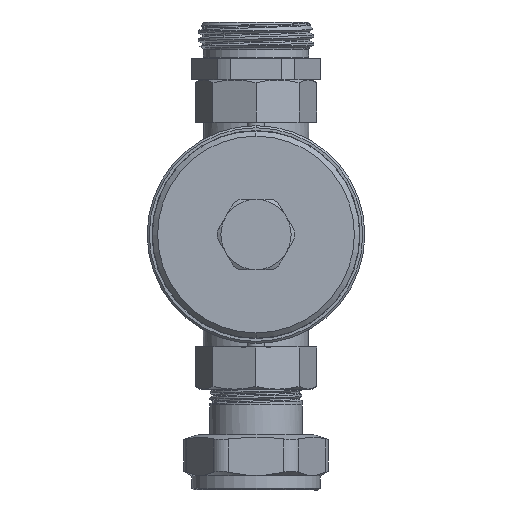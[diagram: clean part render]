
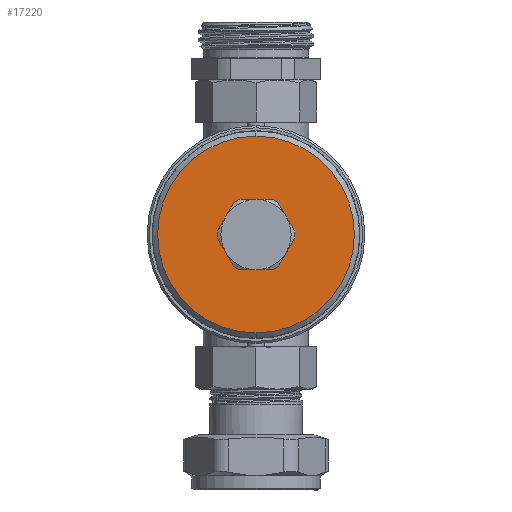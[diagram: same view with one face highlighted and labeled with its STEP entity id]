
A CAD part, front view. The second image highlights one B-rep face of the part: STEP entity #17220.
In plain terms, the highlighted planar face has unit normal (0, -1, 0).
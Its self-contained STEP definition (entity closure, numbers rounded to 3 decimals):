
#7495=CARTESIAN_POINT('',(0.,-45.,-292.5));
#7496=DIRECTION('',(0.,-1.,0.));
#7497=DIRECTION('',(0.,0.,1.));
#7498=AXIS2_PLACEMENT_3D('',#7495,#7496,#7497);
#7500=CARTESIAN_POINT('',(0.,-45.,-292.5));
#7501=DIRECTION('',(0.,-1.,0.));
#7502=DIRECTION('',(0.,0.,-1.));
#7503=AXIS2_PLACEMENT_3D('',#7500,#7501,#7502);
#7505=CARTESIAN_POINT('',(0.,-45.,-292.5));
#7506=DIRECTION('',(0.,1.,0.));
#7507=DIRECTION('',(-0.417,0.,-0.909));
#7508=AXIS2_PLACEMENT_3D('',#7505,#7506,#7507);
#7510=CARTESIAN_POINT('',(0.,-45.,-292.5));
#7511=DIRECTION('',(0.,1.,0.));
#7512=DIRECTION('',(0.579,0.,-0.815));
#7513=AXIS2_PLACEMENT_3D('',#7510,#7511,#7512);
#7515=DIRECTION('',(-0.5,0.,-0.866));
#7516=VECTOR('',#7515,9.165);
#7517=CARTESIAN_POINT('',(10.952,-45.,-293.531));
#7518=LINE('',#7517,#7516);
#7519=CARTESIAN_POINT('',(0.,-45.,-292.5));
#7520=DIRECTION('',(0.,1.,0.));
#7521=DIRECTION('',(0.996,0.,0.094));
#7522=AXIS2_PLACEMENT_3D('',#7519,#7520,#7521);
#7524=DIRECTION('',(0.5,0.,-0.866));
#7525=VECTOR('',#7524,9.165);
#7526=CARTESIAN_POINT('',(6.369,-45.,-283.531));
#7527=LINE('',#7526,#7525);
#7528=CARTESIAN_POINT('',(0.,-45.,-292.5));
#7529=DIRECTION('',(0.,1.,0.));
#7530=DIRECTION('',(0.417,0.,0.909));
#7531=AXIS2_PLACEMENT_3D('',#7528,#7529,#7530);
#7533=DIRECTION('',(1.,0.,0.));
#7534=VECTOR('',#7533,9.165);
#7535=CARTESIAN_POINT('',(-4.583,-45.,-282.5));
#7536=LINE('',#7535,#7534);
#7537=CARTESIAN_POINT('',(0.,-45.,-292.5));
#7538=DIRECTION('',(0.,1.,0.));
#7539=DIRECTION('',(-0.579,0.,0.815));
#7540=AXIS2_PLACEMENT_3D('',#7537,#7538,#7539);
#7542=DIRECTION('',(0.5,0.,0.866));
#7543=VECTOR('',#7542,9.165);
#7544=CARTESIAN_POINT('',(-10.952,-45.,-291.469));
#7545=LINE('',#7544,#7543);
#7546=CARTESIAN_POINT('',(0.,-45.,-292.5));
#7547=DIRECTION('',(0.,1.,0.));
#7548=DIRECTION('',(-0.996,0.,-0.094));
#7549=AXIS2_PLACEMENT_3D('',#7546,#7547,#7548);
#7551=DIRECTION('',(-0.5,0.,0.866));
#7552=VECTOR('',#7551,9.165);
#7553=CARTESIAN_POINT('',(-6.369,-45.,-301.469));
#7554=LINE('',#7553,#7552);
#7573=DIRECTION('',(1.,0.,0.));
#7574=VECTOR('',#7573,9.165);
#7575=CARTESIAN_POINT('',(-4.583,-45.,-302.5));
#7576=LINE('',#7575,#7574);
#8438=CARTESIAN_POINT('',(0.,-45.,-320.5));
#8440=VERTEX_POINT('',#8438);
#8443=CARTESIAN_POINT('',(0.,-45.,-264.5));
#8444=VERTEX_POINT('',#8443);
#8807=CARTESIAN_POINT('',(-6.369,-45.,-283.531));
#8809=VERTEX_POINT('',#8807);
#8813=CARTESIAN_POINT('',(-4.583,-45.,-282.5));
#8814=VERTEX_POINT('',#8813);
#8817=CARTESIAN_POINT('',(4.583,-45.,-282.5));
#8818=VERTEX_POINT('',#8817);
#8820=CARTESIAN_POINT('',(-4.583,-45.,-302.5));
#8821=CARTESIAN_POINT('',(-6.369,-45.,-301.469));
#8822=VERTEX_POINT('',#8820);
#8823=VERTEX_POINT('',#8821);
#8824=CARTESIAN_POINT('',(-10.952,-45.,-293.531));
#8825=VERTEX_POINT('',#8824);
#8826=CARTESIAN_POINT('',(-10.952,-45.,-291.469));
#8827=VERTEX_POINT('',#8826);
#8828=CARTESIAN_POINT('',(6.369,-45.,-283.531));
#8829=VERTEX_POINT('',#8828);
#8830=CARTESIAN_POINT('',(10.952,-45.,-291.469));
#8831=VERTEX_POINT('',#8830);
#8832=CARTESIAN_POINT('',(10.952,-45.,-293.531));
#8833=VERTEX_POINT('',#8832);
#8834=CARTESIAN_POINT('',(6.369,-45.,-301.469));
#8835=VERTEX_POINT('',#8834);
#8836=CARTESIAN_POINT('',(4.583,-45.,-302.5));
#8837=VERTEX_POINT('',#8836);
#17185=CARTESIAN_POINT('',(0.,-45.,-320.5));
#17186=DIRECTION('',(0.,-1.,0.));
#17187=DIRECTION('',(0.,0.,1.));
#17188=AXIS2_PLACEMENT_3D('',#17185,#17186,#17187);
#17189=PLANE('',#17188);
#17190=ORIENTED_EDGE('',*,*,#17180,.F.);
#17191=ORIENTED_EDGE('',*,*,#17164,.F.);
#17192=EDGE_LOOP('',(#17190,#17191));
#17193=FACE_OUTER_BOUND('',#17192,.F.);
#17195=ORIENTED_EDGE('',*,*,#17194,.F.);
#17197=ORIENTED_EDGE('',*,*,#17196,.T.);
#17199=ORIENTED_EDGE('',*,*,#17198,.F.);
#17201=ORIENTED_EDGE('',*,*,#17200,.F.);
#17203=ORIENTED_EDGE('',*,*,#17202,.F.);
#17205=ORIENTED_EDGE('',*,*,#17204,.F.);
#17207=ORIENTED_EDGE('',*,*,#17206,.F.);
#17209=ORIENTED_EDGE('',*,*,#17208,.F.);
#17211=ORIENTED_EDGE('',*,*,#17210,.F.);
#17213=ORIENTED_EDGE('',*,*,#17212,.F.);
#17215=ORIENTED_EDGE('',*,*,#17214,.F.);
#17217=ORIENTED_EDGE('',*,*,#17216,.F.);
#17218=EDGE_LOOP('',(#17195,#17197,#17199,#17201,#17203,#17205,#17207,#17209,
#17211,#17213,#17215,#17217));
#17219=FACE_BOUND('',#17218,.F.);
#17220=ADVANCED_FACE('',(#17193,#17219),#17189,.T.);
#7499=CIRCLE('',#7498,28.);
#7504=CIRCLE('',#7503,28.);
#7509=CIRCLE('',#7508,11.);
#7514=CIRCLE('',#7513,11.);
#7523=CIRCLE('',#7522,11.);
#7532=CIRCLE('',#7531,11.);
#7541=CIRCLE('',#7540,11.);
#7550=CIRCLE('',#7549,11.);
#17164=EDGE_CURVE('',#8440,#8444,#7504,.T.);
#17180=EDGE_CURVE('',#8444,#8440,#7499,.T.);
#17194=EDGE_CURVE('',#8822,#8823,#7509,.T.);
#17196=EDGE_CURVE('',#8822,#8837,#7576,.T.);
#17198=EDGE_CURVE('',#8835,#8837,#7514,.T.);
#17200=EDGE_CURVE('',#8833,#8835,#7518,.T.);
#17202=EDGE_CURVE('',#8831,#8833,#7523,.T.);
#17204=EDGE_CURVE('',#8829,#8831,#7527,.T.);
#17206=EDGE_CURVE('',#8818,#8829,#7532,.T.);
#17208=EDGE_CURVE('',#8814,#8818,#7536,.T.);
#17210=EDGE_CURVE('',#8809,#8814,#7541,.T.);
#17212=EDGE_CURVE('',#8827,#8809,#7545,.T.);
#17214=EDGE_CURVE('',#8825,#8827,#7550,.T.);
#17216=EDGE_CURVE('',#8823,#8825,#7554,.T.);
